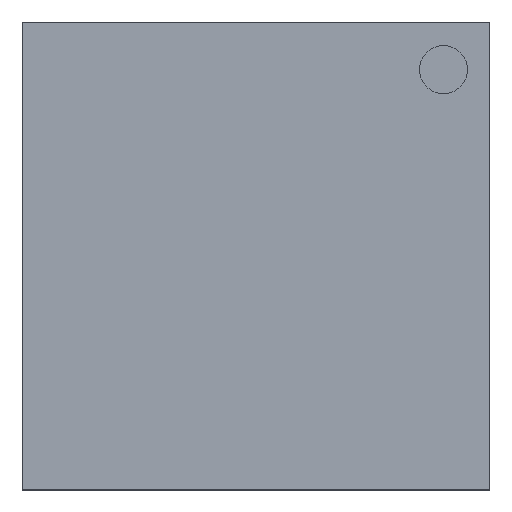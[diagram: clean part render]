
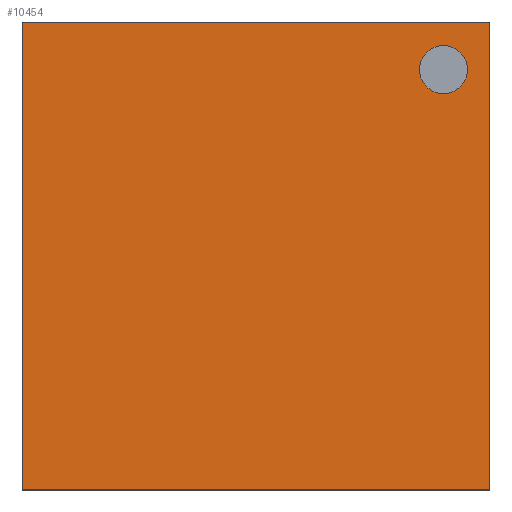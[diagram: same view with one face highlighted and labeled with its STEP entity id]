
A CAD part, top view. The second image highlights one B-rep face of the part: STEP entity #10454.
In plain terms, the highlighted planar face has unit normal (0, 0, 1).
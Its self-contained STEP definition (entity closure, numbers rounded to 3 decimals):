
#1333 = FACE_BOUND ( 'NONE', #16373, .T. ) ;
#1428 = FACE_OUTER_BOUND ( 'NONE', #16304, .T. ) ;
#1435 = AXIS2_PLACEMENT_3D ( 'NONE', #8997, #8999, #9001 ) ;
#2313 = VECTOR ( 'NONE', #5319, 1000. ) ;
#2316 = VECTOR ( 'NONE', #5337, 1000. ) ;
#2317 = VECTOR ( 'NONE', #5343, 1000. ) ;
#2319 = VECTOR ( 'NONE', #5355, 1000. ) ;
#2575 = CARTESIAN_POINT ( 'NONE',  ( 1.746, 1.991, 0.8 ) ) ;
#2592 = CARTESIAN_POINT ( 'NONE',  ( 2.26, 1.991, 0.8 ) ) ;
#5315 = LINE ( 'NONE', #5317, #2313 ) ;
#5317 = CARTESIAN_POINT ( 'NONE',  ( 2.5, 0., 0.8 ) ) ;
#5319 = DIRECTION ( 'NONE',  ( 0., -1., 0. ) ) ;
#5333 = LINE ( 'NONE', #5335, #2316 ) ;
#5335 = CARTESIAN_POINT ( 'NONE',  ( 0., -2.5, 0.8 ) ) ;
#5337 = DIRECTION ( 'NONE',  ( -1., 0., 0. ) ) ;
#5339 = LINE ( 'NONE', #5341, #2317 ) ;
#5341 = CARTESIAN_POINT ( 'NONE',  ( 0., 2.5, 0.8 ) ) ;
#5343 = DIRECTION ( 'NONE',  ( 1., 0., 0. ) ) ;
#5351 = LINE ( 'NONE', #5353, #2319 ) ;
#5353 = CARTESIAN_POINT ( 'NONE',  ( -2.5, 0., 0.8 ) ) ;
#5355 = DIRECTION ( 'NONE',  ( 0., 1., 0. ) ) ;
#8165 = VERTEX_POINT ( 'NONE', #11533 ) ;
#8169 = VERTEX_POINT ( 'NONE', #11537 ) ;
#8171 = VERTEX_POINT ( 'NONE', #11539 ) ;
#8172 = VERTEX_POINT ( 'NONE', #11540 ) ;
#8315 = CARTESIAN_POINT ( 'NONE',  ( 2.003, 1.991, 0.8 ) ) ;
#8316 = DIRECTION ( 'NONE',  ( 0., 0., -1. ) ) ;
#8317 = DIRECTION ( 'NONE',  ( -1., 0., 0. ) ) ;
#8327 = CARTESIAN_POINT ( 'NONE',  ( 2.003, 1.991, 0.8 ) ) ;
#8963 = CIRCLE ( 'NONE', #14694, 0.257 ) ;
#8996 = PLANE ( 'NONE',  #1435 ) ;
#8997 = CARTESIAN_POINT ( 'NONE',  ( 0., 0., 0.8 ) ) ;
#8999 = DIRECTION ( 'NONE',  ( 0., 0., 1. ) ) ;
#9001 = DIRECTION ( 'NONE',  ( 1., 0., 0. ) ) ;
#9013 = CIRCLE ( 'NONE', #14596, 0.257 ) ;
#9682 = EDGE_CURVE ( 'NONE', #20136, #20119, #8963, .T. ) ;
#9782 = EDGE_CURVE ( 'NONE', #20119, #20136, #9013, .T. ) ;
#10454 = ADVANCED_FACE ( 'NONE', ( #1428, #1333 ), #8996, .T. ) ;
#10650 = DIRECTION ( 'NONE',  ( 0., 0., -1. ) ) ;
#10651 = DIRECTION ( 'NONE',  ( -1., 0., 0. ) ) ;
#11533 = CARTESIAN_POINT ( 'NONE',  ( -2.5, 2.5, 0.8 ) ) ;
#11537 = CARTESIAN_POINT ( 'NONE',  ( 2.5, 2.5, 0.8 ) ) ;
#11539 = CARTESIAN_POINT ( 'NONE',  ( 2.5, -2.5, 0.8 ) ) ;
#11540 = CARTESIAN_POINT ( 'NONE',  ( -2.5, -2.5, 0.8 ) ) ;
#14596 = AXIS2_PLACEMENT_3D ( 'NONE', #8327, #10650, #10651 ) ;
#14694 = AXIS2_PLACEMENT_3D ( 'NONE', #8315, #8316, #8317 ) ;
#15847 = EDGE_CURVE ( 'NONE', #8169, #8171, #5315, .T. ) ;
#15850 = EDGE_CURVE ( 'NONE', #8171, #8172, #5333, .T. ) ;
#15851 = EDGE_CURVE ( 'NONE', #8165, #8169, #5339, .T. ) ;
#15853 = EDGE_CURVE ( 'NONE', #8172, #8165, #5351, .T. ) ;
#16304 = EDGE_LOOP ( 'NONE', ( #18320, #18321, #18335, #18316 ) ) ;
#16373 = EDGE_LOOP ( 'NONE', ( #18299, #18334 ) ) ;
#18299 = ORIENTED_EDGE ( 'NONE', *, *, #9782, .T. ) ;
#18316 = ORIENTED_EDGE ( 'NONE', *, *, #15853, .F. ) ;
#18320 = ORIENTED_EDGE ( 'NONE', *, *, #15850, .F. ) ;
#18321 = ORIENTED_EDGE ( 'NONE', *, *, #15847, .F. ) ;
#18334 = ORIENTED_EDGE ( 'NONE', *, *, #9682, .T. ) ;
#18335 = ORIENTED_EDGE ( 'NONE', *, *, #15851, .F. ) ;
#20119 = VERTEX_POINT ( 'NONE', #2575 ) ;
#20136 = VERTEX_POINT ( 'NONE', #2592 ) ;
